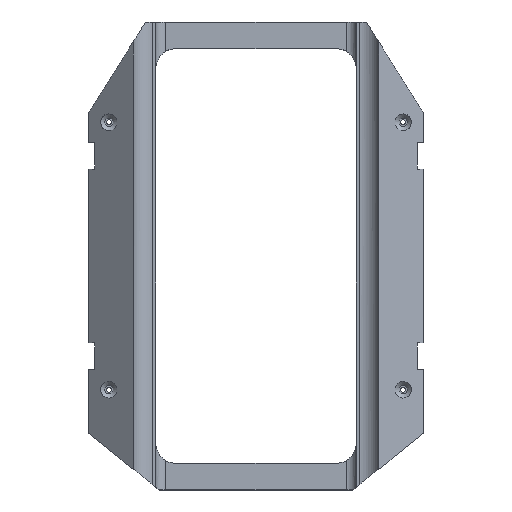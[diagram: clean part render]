
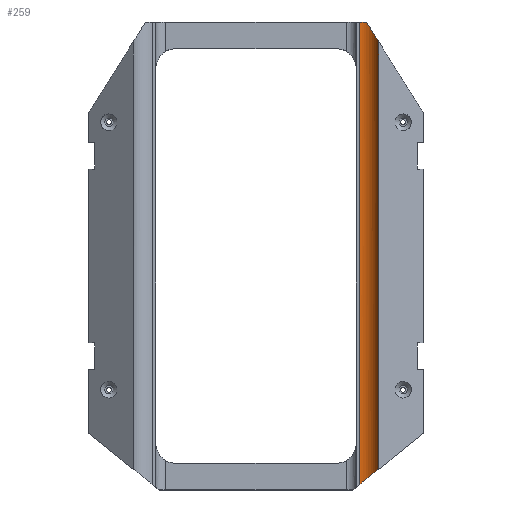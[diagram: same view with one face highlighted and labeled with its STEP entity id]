
A CAD part, top view. The second image highlights one B-rep face of the part: STEP entity #259.
In plain terms, the highlighted cylindrical face has radius 6 mm (diameter 12 mm), a partial arc.
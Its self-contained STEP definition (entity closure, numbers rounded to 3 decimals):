
#21 = EDGE_CURVE('',#22,#24,#26,.T.);
#22 = VERTEX_POINT('',#23);
#23 = CARTESIAN_POINT('',(36.767,-63.713,
    13.343));
#24 = VERTEX_POINT('',#25);
#25 = CARTESIAN_POINT('',(31.,-68.381,9.));
#26 = SURFACE_CURVE('',#27,(#32,#44),.PCURVE_S1.);
#27 = ELLIPSE('',#28,7.72,6.);
#28 = AXIS2_PLACEMENT_3D('',#29,#30,#31);
#29 = CARTESIAN_POINT('',(31.,-68.381,15.));
#30 = DIRECTION('',(-0.629,0.777,0.));
#31 = DIRECTION('',(0.777,0.629,0.));
#32 = PCURVE('',#33,#38);
#33 = PLANE('',#34);
#34 = AXIS2_PLACEMENT_3D('',#35,#36,#37);
#35 = CARTESIAN_POINT('',(39.5,-61.5,0.));
#36 = DIRECTION('',(-0.629,0.777,0.));
#37 = DIRECTION('',(0.,0.,1.));
#38 = DEFINITIONAL_REPRESENTATION('',(#39),#43);
#39 = ELLIPSE('',#40,7.72,6.);
#40 = AXIS2_PLACEMENT_2D('',#41,#42);
#41 = CARTESIAN_POINT('',(15.,-10.936));
#42 = DIRECTION('',(0.,1.));
#43 = ( GEOMETRIC_REPRESENTATION_CONTEXT(2) 
PARAMETRIC_REPRESENTATION_CONTEXT() REPRESENTATION_CONTEXT('2D SPACE',''
  ) );
#44 = PCURVE('',#45,#50);
#45 = CYLINDRICAL_SURFACE('',#46,6.);
#46 = AXIS2_PLACEMENT_3D('',#47,#48,#49);
#47 = CARTESIAN_POINT('',(31.,-100.,15.));
#48 = DIRECTION('',(0.,1.,0.));
#49 = DIRECTION('',(1.,0.,0.));
#50 = DEFINITIONAL_REPRESENTATION('',(#51),#61);
#51 = B_SPLINE_CURVE_WITH_KNOTS('',8,(#52,#53,#54,#55,#56,#57,#58,#59,
    #60),.UNSPECIFIED.,.F.,.F.,(9,9),(0.,1.571),
  .PIECEWISE_BEZIER_KNOTS.);
#52 = CARTESIAN_POINT('',(0.,36.476));
#53 = CARTESIAN_POINT('',(0.196,36.476));
#54 = CARTESIAN_POINT('',(0.393,36.262));
#55 = CARTESIAN_POINT('',(0.589,35.834));
#56 = CARTESIAN_POINT('',(0.785,35.21));
#57 = CARTESIAN_POINT('',(0.982,34.424));
#58 = CARTESIAN_POINT('',(1.178,33.526));
#59 = CARTESIAN_POINT('',(1.374,32.573));
#60 = CARTESIAN_POINT('',(1.571,31.619));
#61 = ( GEOMETRIC_REPRESENTATION_CONTEXT(2) 
PARAMETRIC_REPRESENTATION_CONTEXT() REPRESENTATION_CONTEXT('2D SPACE',''
  ) );
#79 = PLANE('',#80);
#80 = AXIS2_PLACEMENT_3D('',#81,#82,#83);
#81 = CARTESIAN_POINT('',(43.,-53.,8.));
#82 = DIRECTION('',(0.651,0.,0.759));
#83 = DIRECTION('',(0.,-1.,0.));
#249 = PLANE('',#250);
#250 = AXIS2_PLACEMENT_3D('',#251,#252,#253);
#251 = CARTESIAN_POINT('',(-37.,-100.,9.));
#252 = DIRECTION('',(0.,0.,1.));
#253 = DIRECTION('',(1.,0.,0.));
#259 = ADVANCED_FACE('',(#260),#45,.F.);
#260 = FACE_BOUND('',#261,.F.);
#261 = EDGE_LOOP('',(#262,#263,#286,#315,#350));
#262 = ORIENTED_EDGE('',*,*,#21,.T.);
#263 = ORIENTED_EDGE('',*,*,#264,.T.);
#264 = EDGE_CURVE('',#24,#265,#267,.T.);
#265 = VERTEX_POINT('',#266);
#266 = CARTESIAN_POINT('',(31.,70.,9.));
#267 = SURFACE_CURVE('',#268,(#272,#279),.PCURVE_S1.);
#268 = LINE('',#269,#270);
#269 = CARTESIAN_POINT('',(31.,-100.,9.));
#270 = VECTOR('',#271,1.);
#271 = DIRECTION('',(0.,1.,0.));
#272 = PCURVE('',#45,#273);
#273 = DEFINITIONAL_REPRESENTATION('',(#274),#278);
#274 = LINE('',#275,#276);
#275 = CARTESIAN_POINT('',(1.571,0.));
#276 = VECTOR('',#277,1.);
#277 = DIRECTION('',(0.,1.));
#278 = ( GEOMETRIC_REPRESENTATION_CONTEXT(2) 
PARAMETRIC_REPRESENTATION_CONTEXT() REPRESENTATION_CONTEXT('2D SPACE',''
  ) );
#279 = PCURVE('',#249,#280);
#280 = DEFINITIONAL_REPRESENTATION('',(#281),#285);
#281 = LINE('',#282,#283);
#282 = CARTESIAN_POINT('',(68.,0.));
#283 = VECTOR('',#284,1.);
#284 = DIRECTION('',(0.,1.));
#285 = ( GEOMETRIC_REPRESENTATION_CONTEXT(2) 
PARAMETRIC_REPRESENTATION_CONTEXT() REPRESENTATION_CONTEXT('2D SPACE',''
  ) );
#286 = ORIENTED_EDGE('',*,*,#287,.F.);
#287 = EDGE_CURVE('',#288,#265,#290,.T.);
#288 = VERTEX_POINT('',#289);
#289 = CARTESIAN_POINT('',(33.,70.,9.343));
#290 = SURFACE_CURVE('',#291,(#296,#303),.PCURVE_S1.);
#291 = CIRCLE('',#292,6.);
#292 = AXIS2_PLACEMENT_3D('',#293,#294,#295);
#293 = CARTESIAN_POINT('',(31.,70.,15.));
#294 = DIRECTION('',(-0.,1.,0.));
#295 = DIRECTION('',(1.,0.,0.));
#296 = PCURVE('',#45,#297);
#297 = DEFINITIONAL_REPRESENTATION('',(#298),#302);
#298 = LINE('',#299,#300);
#299 = CARTESIAN_POINT('',(0.,170.));
#300 = VECTOR('',#301,1.);
#301 = DIRECTION('',(1.,0.));
#302 = ( GEOMETRIC_REPRESENTATION_CONTEXT(2) 
PARAMETRIC_REPRESENTATION_CONTEXT() REPRESENTATION_CONTEXT('2D SPACE',''
  ) );
#303 = PCURVE('',#304,#309);
#304 = PLANE('',#305);
#305 = AXIS2_PLACEMENT_3D('',#306,#307,#308);
#306 = CARTESIAN_POINT('',(-50.,70.,0.));
#307 = DIRECTION('',(0.,1.,0.));
#308 = DIRECTION('',(0.,0.,1.));
#309 = DEFINITIONAL_REPRESENTATION('',(#310),#314);
#310 = CIRCLE('',#311,6.);
#311 = AXIS2_PLACEMENT_2D('',#312,#313);
#312 = CARTESIAN_POINT('',(15.,81.));
#313 = DIRECTION('',(0.,1.));
#314 = ( GEOMETRIC_REPRESENTATION_CONTEXT(2) 
PARAMETRIC_REPRESENTATION_CONTEXT() REPRESENTATION_CONTEXT('2D SPACE',''
  ) );
#315 = ORIENTED_EDGE('',*,*,#316,.F.);
#316 = EDGE_CURVE('',#317,#288,#319,.T.);
#317 = VERTEX_POINT('',#318);
#318 = CARTESIAN_POINT('',(36.767,64.018,
    13.343));
#319 = SURFACE_CURVE('',#320,(#325,#338),.PCURVE_S1.);
#320 = ELLIPSE('',#321,11.261,6.);
#321 = AXIS2_PLACEMENT_3D('',#322,#323,#324);
#322 = CARTESIAN_POINT('',(31.,73.176,15.));
#323 = DIRECTION('',(0.846,0.533,-0.));
#324 = DIRECTION('',(-0.533,0.846,0.));
#325 = PCURVE('',#45,#326);
#326 = DEFINITIONAL_REPRESENTATION('',(#327),#337);
#327 = B_SPLINE_CURVE_WITH_KNOTS('',8,(#328,#329,#330,#331,#332,#333,
    #334,#335,#336),.UNSPECIFIED.,.F.,.F.,(9,9),(3.142,
    4.662),.PIECEWISE_BEZIER_KNOTS.);
#328 = CARTESIAN_POINT('',(0.,163.647));
#329 = CARTESIAN_POINT('',(0.19,163.647));
#330 = CARTESIAN_POINT('',(0.38,164.041));
#331 = CARTESIAN_POINT('',(0.57,164.828));
#332 = CARTESIAN_POINT('',(0.76,165.978));
#333 = CARTESIAN_POINT('',(0.95,167.431));
#334 = CARTESIAN_POINT('',(1.141,169.101));
#335 = CARTESIAN_POINT('',(1.331,170.891));
#336 = CARTESIAN_POINT('',(1.521,172.7));
#337 = ( GEOMETRIC_REPRESENTATION_CONTEXT(2) 
PARAMETRIC_REPRESENTATION_CONTEXT() REPRESENTATION_CONTEXT('2D SPACE',''
  ) );
#338 = PCURVE('',#339,#344);
#339 = PLANE('',#340);
#340 = AXIS2_PLACEMENT_3D('',#341,#342,#343);
#341 = CARTESIAN_POINT('',(41.5,56.5,0.));
#342 = DIRECTION('',(0.846,0.533,0.));
#343 = DIRECTION('',(0.,0.,-1.));
#344 = DEFINITIONAL_REPRESENTATION('',(#345),#349);
#345 = ELLIPSE('',#346,11.261,6.);
#346 = AXIS2_PLACEMENT_2D('',#347,#348);
#347 = CARTESIAN_POINT('',(-15.,19.707));
#348 = DIRECTION('',(-0.,1.));
#349 = ( GEOMETRIC_REPRESENTATION_CONTEXT(2) 
PARAMETRIC_REPRESENTATION_CONTEXT() REPRESENTATION_CONTEXT('2D SPACE',''
  ) );
#350 = ORIENTED_EDGE('',*,*,#351,.F.);
#351 = EDGE_CURVE('',#22,#317,#352,.T.);
#352 = SURFACE_CURVE('',#353,(#357,#363),.PCURVE_S1.);
#353 = LINE('',#354,#355);
#354 = CARTESIAN_POINT('',(36.767,-100.,13.343));
#355 = VECTOR('',#356,1.);
#356 = DIRECTION('',(0.,1.,0.));
#357 = PCURVE('',#45,#358);
#358 = DEFINITIONAL_REPRESENTATION('',(#359),#362);
#359 = B_SPLINE_CURVE_WITH_KNOTS('',1,(#360,#361),.UNSPECIFIED.,.F.,.F.,
  (2,2),(22.71,178.192),.PIECEWISE_BEZIER_KNOTS.);
#360 = CARTESIAN_POINT('',(0.28,22.71));
#361 = CARTESIAN_POINT('',(0.28,178.192));
#362 = ( GEOMETRIC_REPRESENTATION_CONTEXT(2) 
PARAMETRIC_REPRESENTATION_CONTEXT() REPRESENTATION_CONTEXT('2D SPACE',''
  ) );
#363 = PCURVE('',#79,#364);
#364 = DEFINITIONAL_REPRESENTATION('',(#365),#368);
#365 = B_SPLINE_CURVE_WITH_KNOTS('',1,(#366,#367),.UNSPECIFIED.,.F.,.F.,
  (2,2),(22.71,178.192),.PIECEWISE_BEZIER_KNOTS.);
#366 = CARTESIAN_POINT('',(24.29,-8.21));
#367 = CARTESIAN_POINT('',(-131.192,-8.21));
#368 = ( GEOMETRIC_REPRESENTATION_CONTEXT(2) 
PARAMETRIC_REPRESENTATION_CONTEXT() REPRESENTATION_CONTEXT('2D SPACE',''
  ) );
